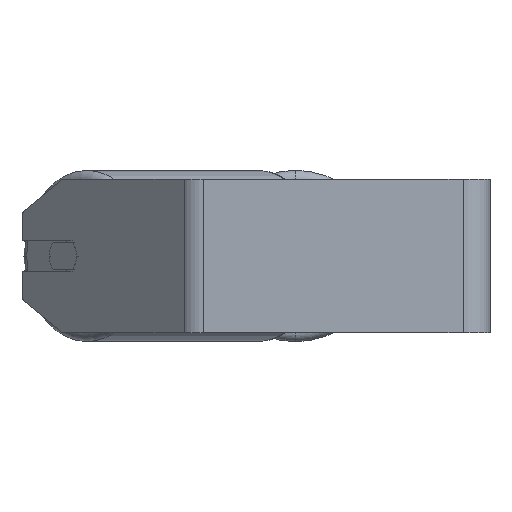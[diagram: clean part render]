
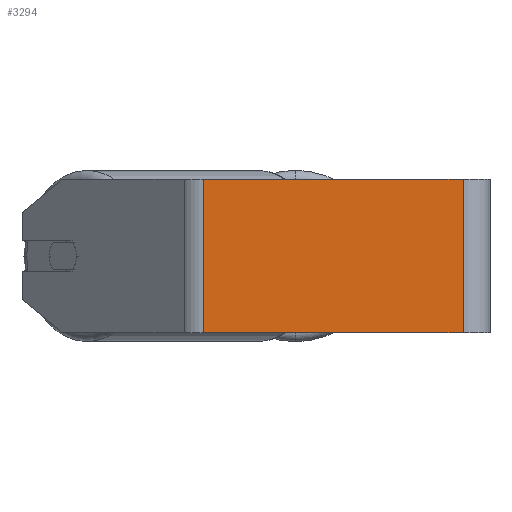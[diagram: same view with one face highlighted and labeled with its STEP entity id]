
A CAD part, left-side view. The second image highlights one B-rep face of the part: STEP entity #3294.
In plain terms, the highlighted planar face has unit normal (-1, 0, 0).
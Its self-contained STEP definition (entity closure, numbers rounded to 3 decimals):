
#335 = ORIENTED_EDGE ( 'NONE', *, *, #7481, .F. ) ;
#378 = EDGE_CURVE ( 'NONE', #3306, #531, #6264, .T. ) ;
#451 = VECTOR ( 'NONE', #5833, 1000. ) ;
#531 = VERTEX_POINT ( 'NONE', #3257 ) ;
#1442 = VECTOR ( 'NONE', #5252, 1000. ) ;
#1472 = CARTESIAN_POINT ( 'NONE',  ( -280., 14., -40. ) ) ;
#1734 = ORIENTED_EDGE ( 'NONE', *, *, #378, .T. ) ;
#2006 = CARTESIAN_POINT ( 'NONE',  ( -280., 154.845, 40. ) ) ;
#2061 = EDGE_CURVE ( 'NONE', #6083, #4609, #2469, .T. ) ;
#2091 = CARTESIAN_POINT ( 'NONE',  ( -280., 154.845, -40. ) ) ;
#2094 = VECTOR ( 'NONE', #8235, 1000. ) ;
#2101 = DIRECTION ( 'NONE',  ( 0., 0., -1. ) ) ;
#2469 = LINE ( 'NONE', #3798, #451 ) ;
#2557 = LINE ( 'NONE', #2006, #5391 ) ;
#2641 = LINE ( 'NONE', #2091, #1442 ) ;
#3257 = CARTESIAN_POINT ( 'NONE',  ( -280., 149.046, -40. ) ) ;
#3294 = ADVANCED_FACE ( 'NONE', ( #6491 ), #5879, .F. ) ;
#3306 = VERTEX_POINT ( 'NONE', #6644 ) ;
#3798 = CARTESIAN_POINT ( 'NONE',  ( -280., 14., 40. ) ) ;
#3934 = CARTESIAN_POINT ( 'NONE',  ( -280., 154.845, 40. ) ) ;
#4159 = ORIENTED_EDGE ( 'NONE', *, *, #2061, .F. ) ;
#4225 = ORIENTED_EDGE ( 'NONE', *, *, #5016, .T. ) ;
#4401 = AXIS2_PLACEMENT_3D ( 'NONE', #3934, #4618, #2101 ) ;
#4605 = DIRECTION ( 'NONE',  ( 0., -1., 0. ) ) ;
#4609 = VERTEX_POINT ( 'NONE', #1472 ) ;
#4618 = DIRECTION ( 'NONE',  ( 1., 0., 0. ) ) ;
#4952 = CARTESIAN_POINT ( 'NONE',  ( -280., 149.046, 40. ) ) ;
#5016 = EDGE_CURVE ( 'NONE', #531, #4609, #2641, .T. ) ;
#5252 = DIRECTION ( 'NONE',  ( 0., -1., 0. ) ) ;
#5391 = VECTOR ( 'NONE', #4605, 1000. ) ;
#5833 = DIRECTION ( 'NONE',  ( 0., 0., -1. ) ) ;
#5879 = PLANE ( 'NONE',  #4401 ) ;
#6083 = VERTEX_POINT ( 'NONE', #7921 ) ;
#6264 = LINE ( 'NONE', #4952, #2094 ) ;
#6491 = FACE_OUTER_BOUND ( 'NONE', #6817, .T. ) ;
#6644 = CARTESIAN_POINT ( 'NONE',  ( -280., 149.046, 40. ) ) ;
#6817 = EDGE_LOOP ( 'NONE', ( #4225, #4159, #335, #1734 ) ) ;
#7481 = EDGE_CURVE ( 'NONE', #3306, #6083, #2557, .T. ) ;
#7921 = CARTESIAN_POINT ( 'NONE',  ( -280., 14., 40. ) ) ;
#8235 = DIRECTION ( 'NONE',  ( 0., 0., -1. ) ) ;
